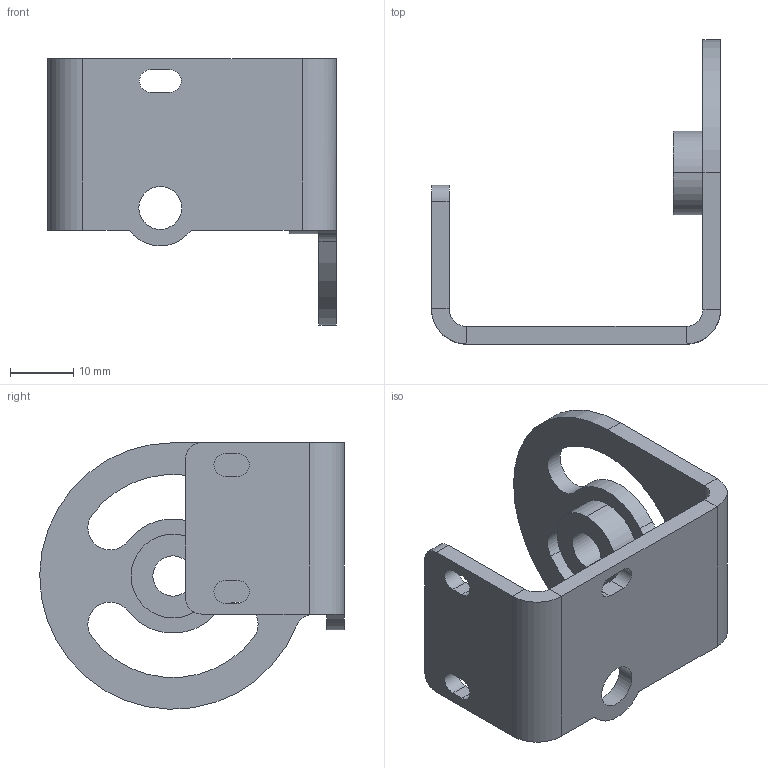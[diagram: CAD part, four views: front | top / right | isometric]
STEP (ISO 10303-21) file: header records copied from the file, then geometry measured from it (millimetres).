
FILE_DESCRIPTION((''),'2;1');
FILE_NAME('146044_SW','2009-10-22T',('banengservice'),('BANNER ENGINEERING'),'PRO/ENGINEER BY PARAMETRIC TECHNOLOGY CORPORATION, 2009141','PRO/ENGINEER BY PARAMETRIC TECHNOLOGY CORPORATION, 2009141','');
FILE_SCHEMA(('CONFIG_CONTROL_DESIGN'));
Length unit declared in the file: inch
Products named in the file (1): 146044_SW
Bounding box: 45.54 x 48 x 41.99 mm (x, y, z)
Volume: 8214.6 mm3; surface area: 7278.8 mm2
Topology: 1 solids, 1 shells, 56 faces, 142 edges, 90 vertices
Faces by surface type: cylinder 31, plane 25
Entity records: 1769 total; most frequent: DIRECTION 314, CARTESIAN_POINT 297, ORIENTED_EDGE 284, EDGE_CURVE 142, AXIS2_PLACEMENT_3D 118, VERTEX_POINT 90, VECTOR 78, LINE 78
